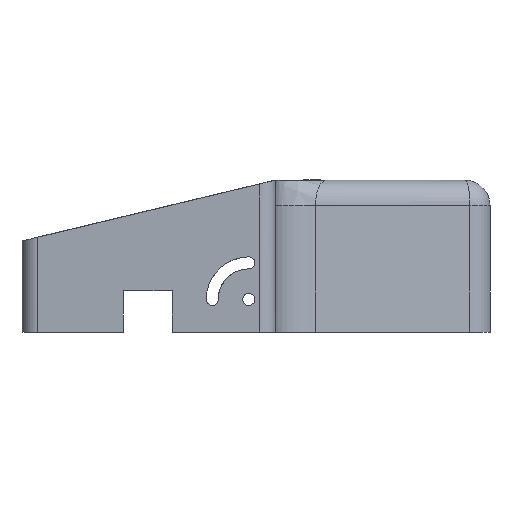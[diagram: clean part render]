
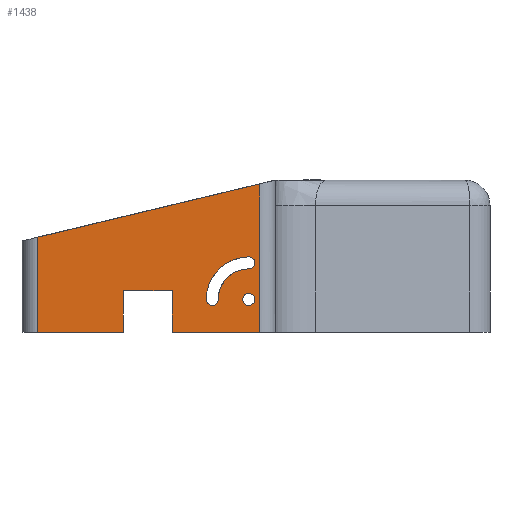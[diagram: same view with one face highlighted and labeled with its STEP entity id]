
A CAD part, left-side view. The second image highlights one B-rep face of the part: STEP entity #1438.
In plain terms, the highlighted planar face has unit normal (-1, 0, 0).
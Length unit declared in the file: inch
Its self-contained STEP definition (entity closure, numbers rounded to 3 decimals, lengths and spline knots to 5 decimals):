
#44=PLANE('',#1552);
#94=FACE_BOUND('',#235,.T.);
#95=FACE_BOUND('',#236,.T.);
#140=FACE_OUTER_BOUND('',#234,.T.);
#234=EDGE_LOOP('',(#1051,#1052,#1053,#1054,#1055,#1056,#1057,#1058));
#235=EDGE_LOOP('',(#1059,#1060,#1061,#1062));
#236=EDGE_LOOP('',(#1063));
#334=LINE('',#2315,#458);
#339=LINE('',#2358,#463);
#341=LINE('',#2364,#465);
#342=LINE('',#2366,#466);
#343=LINE('',#2368,#467);
#344=LINE('',#2370,#468);
#345=LINE('',#2372,#469);
#346=LINE('',#2373,#470);
#458=VECTOR('',#1731,0.3937);
#463=VECTOR('',#1770,0.3937);
#465=VECTOR('',#1776,0.3937);
#466=VECTOR('',#1777,0.3937);
#467=VECTOR('',#1778,0.3937);
#468=VECTOR('',#1779,0.3937);
#469=VECTOR('',#1780,0.3937);
#470=VECTOR('',#1781,0.3937);
#569=CIRCLE('',#1505,0.05906);
#577=CIRCLE('',#1517,0.30152);
#579=CIRCLE('',#1520,0.41963);
#581=CIRCLE('',#1523,0.05906);
#586=CIRCLE('',#1553,0.05906);
#623=VERTEX_POINT('',#2079);
#624=VERTEX_POINT('',#2080);
#635=VERTEX_POINT('',#2187);
#639=VERTEX_POINT('',#2239);
#646=VERTEX_POINT('',#2297);
#654=VERTEX_POINT('',#2313);
#675=VERTEX_POINT('',#2357);
#677=VERTEX_POINT('',#2363);
#678=VERTEX_POINT('',#2365);
#679=VERTEX_POINT('',#2367);
#680=VERTEX_POINT('',#2369);
#681=VERTEX_POINT('',#2371);
#682=VERTEX_POINT('',#2374);
#761=EDGE_CURVE('',#623,#624,#569,.T.);
#777=EDGE_CURVE('',#635,#623,#577,.T.);
#782=EDGE_CURVE('',#624,#639,#579,.T.);
#787=EDGE_CURVE('',#639,#635,#581,.T.);
#802=EDGE_CURVE('',#646,#654,#334,.T.);
#823=EDGE_CURVE('',#646,#675,#339,.T.);
#826=EDGE_CURVE('',#677,#654,#341,.T.);
#827=EDGE_CURVE('',#677,#678,#342,.T.);
#828=EDGE_CURVE('',#678,#679,#343,.T.);
#829=EDGE_CURVE('',#679,#680,#344,.T.);
#830=EDGE_CURVE('',#680,#681,#345,.T.);
#831=EDGE_CURVE('',#681,#675,#346,.T.);
#832=EDGE_CURVE('',#682,#682,#586,.T.);
#1051=ORIENTED_EDGE('',*,*,#802,.T.);
#1052=ORIENTED_EDGE('',*,*,#826,.F.);
#1053=ORIENTED_EDGE('',*,*,#827,.T.);
#1054=ORIENTED_EDGE('',*,*,#828,.T.);
#1055=ORIENTED_EDGE('',*,*,#829,.T.);
#1056=ORIENTED_EDGE('',*,*,#830,.T.);
#1057=ORIENTED_EDGE('',*,*,#831,.T.);
#1058=ORIENTED_EDGE('',*,*,#823,.F.);
#1059=ORIENTED_EDGE('',*,*,#782,.T.);
#1060=ORIENTED_EDGE('',*,*,#787,.T.);
#1061=ORIENTED_EDGE('',*,*,#777,.T.);
#1062=ORIENTED_EDGE('',*,*,#761,.T.);
#1063=ORIENTED_EDGE('',*,*,#832,.T.);
#1438=ADVANCED_FACE('',(#140,#94,#95),#44,.T.);
#1505=AXIS2_PLACEMENT_3D('',#2081,#1660,#1661);
#1517=AXIS2_PLACEMENT_3D('',#2188,#1688,#1689);
#1520=AXIS2_PLACEMENT_3D('',#2240,#1695,#1696);
#1523=AXIS2_PLACEMENT_3D('',#2285,#1702,#1703);
#1552=AXIS2_PLACEMENT_3D('',#2362,#1774,#1775);
#1553=AXIS2_PLACEMENT_3D('',#2375,#1782,#1783);
#1660=DIRECTION('center_axis',(1.,0.,0.));
#1661=DIRECTION('ref_axis',(0.,1.,0.));
#1688=DIRECTION('center_axis',(-1.,0.,0.));
#1689=DIRECTION('ref_axis',(0.,1.,0.));
#1695=DIRECTION('center_axis',(1.,0.,0.));
#1696=DIRECTION('ref_axis',(0.,1.,0.));
#1702=DIRECTION('center_axis',(1.,0.,0.));
#1703=DIRECTION('ref_axis',(0.,1.,0.));
#1731=DIRECTION('',(0.,0.972,-0.233));
#1770=DIRECTION('',(0.,0.,-1.));
#1774=DIRECTION('center_axis',(-1.,0.,0.));
#1775=DIRECTION('ref_axis',(0.,-1.,0.));
#1776=DIRECTION('',(0.,0.,1.));
#1777=DIRECTION('',(0.,-1.,0.));
#1778=DIRECTION('',(0.,0.,1.));
#1779=DIRECTION('',(0.,-1.,0.));
#1780=DIRECTION('',(0.,0.,-1.));
#1781=DIRECTION('',(0.,-1.,0.));
#1782=DIRECTION('center_axis',(1.,0.,0.));
#1783=DIRECTION('ref_axis',(0.,1.,0.));
#2079=CARTESIAN_POINT('',(0.,0.56459,0.32377));
#2080=CARTESIAN_POINT('',(0.,0.6827,0.32377));
#2081=CARTESIAN_POINT('Origin',(0.,0.62364,0.32377));
#2187=CARTESIAN_POINT('',(0.,0.26307,0.62528));
#2188=CARTESIAN_POINT('Origin',(0.,0.26307,0.32377));
#2239=CARTESIAN_POINT('',(0.,0.26307,0.74339));
#2240=CARTESIAN_POINT('Origin',(0.,0.26307,0.32377));
#2285=CARTESIAN_POINT('Origin',(0.,0.26307,0.68434));
#2297=CARTESIAN_POINT('',(0.,0.15748,1.4622));
#2313=CARTESIAN_POINT('',(0.,2.34252,0.9378));
#2315=CARTESIAN_POINT('',(0.,1.35212,1.17549));
#2357=CARTESIAN_POINT('',(0.,0.15748,0.));
#2358=CARTESIAN_POINT('',(0.,0.15748,0.));
#2362=CARTESIAN_POINT('Origin',(0.,2.5,0.));
#2363=CARTESIAN_POINT('',(0.,2.34252,0.));
#2364=CARTESIAN_POINT('',(0.,2.34252,0.));
#2365=CARTESIAN_POINT('',(0.,1.5,0.));
#2366=CARTESIAN_POINT('',(0.,2.5,0.));
#2367=CARTESIAN_POINT('',(0.,1.5,0.40987));
#2368=CARTESIAN_POINT('',(0.,1.5,0.));
#2369=CARTESIAN_POINT('',(0.,1.01687,0.40987));
#2370=CARTESIAN_POINT('',(0.,2.,0.40987));
#2371=CARTESIAN_POINT('',(0.,1.01687,0.));
#2372=CARTESIAN_POINT('',(0.,1.01687,0.20493));
#2373=CARTESIAN_POINT('',(0.,2.5,0.));
#2374=CARTESIAN_POINT('',(0.,0.20396,0.32412));
#2375=CARTESIAN_POINT('Origin',(0.,0.26301,0.32412));
